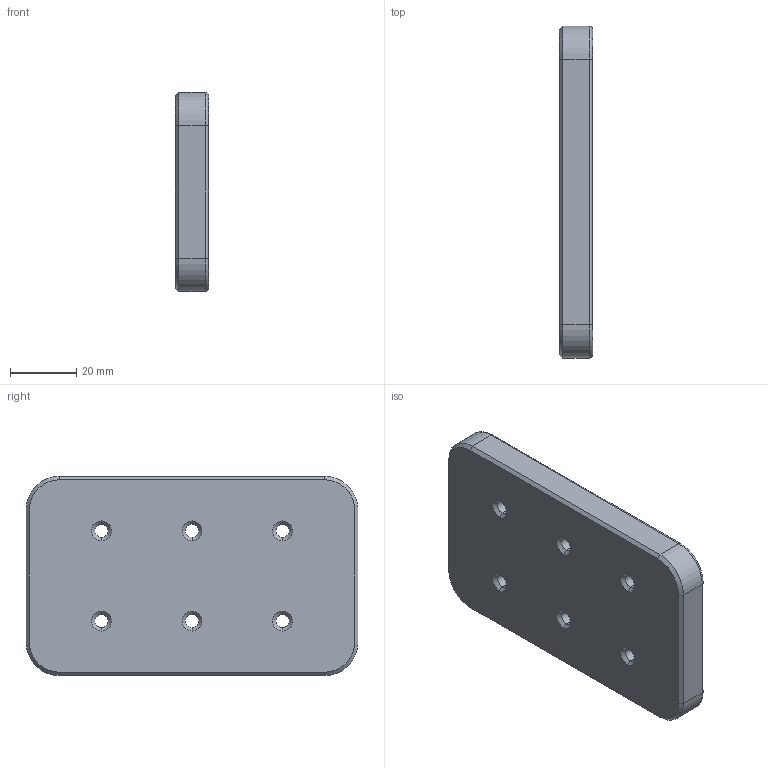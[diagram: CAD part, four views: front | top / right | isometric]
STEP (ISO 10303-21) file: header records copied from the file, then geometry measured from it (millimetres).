
FILE_DESCRIPTION (( 'STEP AP214' ), '1' );
FILE_NAME ('remote stencil holder.STEP', '2024-01-06T09:49:01', ( '' ), ( '' ), 'SwSTEP 2.0', 'SolidWorks 2024', '' );
FILE_SCHEMA (( 'AUTOMOTIVE_DESIGN' ));
Length unit declared in the file: millimetre
Products named in the file (1): remote stencil holder
Bounding box: 10 x 100 x 60 mm (x, y, z)
Volume: 54410.5 mm3; surface area: 15466.4 mm2
Topology: 1 solids, 1 shells, 72 faces, 164 edges, 96 vertices
Faces by surface type: cone 28, cylinder 20, plane 20, torus 4
Entity records: 2047 total; most frequent: DIRECTION 382, CARTESIAN_POINT 333, ORIENTED_EDGE 328, EDGE_CURVE 164, AXIS2_PLACEMENT_3D 145, VERTEX_POINT 96, LINE 92, VECTOR 92
